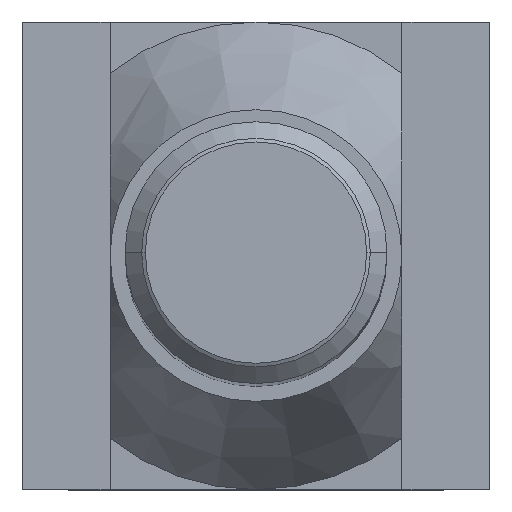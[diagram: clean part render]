
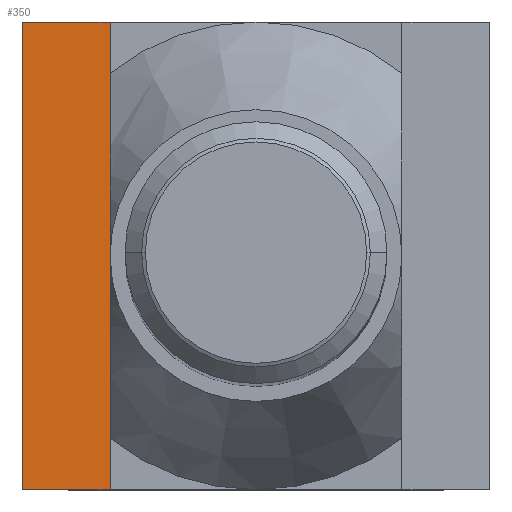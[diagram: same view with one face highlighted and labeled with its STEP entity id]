
A CAD part, top view. The second image highlights one B-rep face of the part: STEP entity #350.
In plain terms, the highlighted planar face has unit normal (0, 0, 1).
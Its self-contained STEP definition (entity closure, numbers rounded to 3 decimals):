
#162=VERTEX_POINT('',#419);
#170=VERTEX_POINT('',#428);
#202=EDGE_CURVE('',#170,#210,#464,.T.);
#204=EDGE_CURVE('',#228,#210,#466,.T.);
#210=VERTEX_POINT('',#473);
#218=EDGE_CURVE('',#162,#228,#482,.T.);
#228=VERTEX_POINT('',#492);
#296=EDGE_CURVE('',#170,#162,#566,.T.);
#350=ADVANCED_FACE('',(#624),#625,.T.);
#419=CARTESIAN_POINT('',(-12.5,12.5,0.0));
#428=CARTESIAN_POINT('',(-7.8,12.5,0.0));
#464=LINE('',#759,#760);
#466=LINE('',#763,#764);
#473=CARTESIAN_POINT('',(-7.8,-12.5,0.0));
#482=LINE('',#785,#786);
#492=CARTESIAN_POINT('',(-12.5,-12.5,0.0));
#566=LINE('',#919,#920);
#624=FACE_OUTER_BOUND('',#1001,.T.);
#625=PLANE('',#1002);
#759=CARTESIAN_POINT('',(-7.8,0.,0.0));
#760=VECTOR('',#1150,1.0);
#763=CARTESIAN_POINT('',(-7.8,-12.5,0.0));
#764=VECTOR('',#1151,1.0);
#785=CARTESIAN_POINT('',(-12.5,0.,0.0));
#786=VECTOR('',#1170,1.0);
#919=CARTESIAN_POINT('',(-7.8,12.5,0.0));
#920=VECTOR('',#1248,1.0);
#1001=EDGE_LOOP('',(#1302,#1303,#1304,#1305));
#1002=AXIS2_PLACEMENT_3D('',#1306,#1307,#1308);
#1150=DIRECTION('',(0.0,-1.0,0.));
#1151=DIRECTION('',(1.0,0.0,0.0));
#1170=DIRECTION('',(0.0,-1.0,0.));
#1248=DIRECTION('',(-1.0,0.0,0.0));
#1302=ORIENTED_EDGE('',*,*,#204,.T.);
#1303=ORIENTED_EDGE('',*,*,#202,.F.);
#1304=ORIENTED_EDGE('',*,*,#296,.T.);
#1305=ORIENTED_EDGE('',*,*,#218,.T.);
#1306=CARTESIAN_POINT('',(-12.5,0.,0.0));
#1307=DIRECTION('',(0.0,0.,1.0));
#1308=DIRECTION('',(0.0,-1.0,0.));
